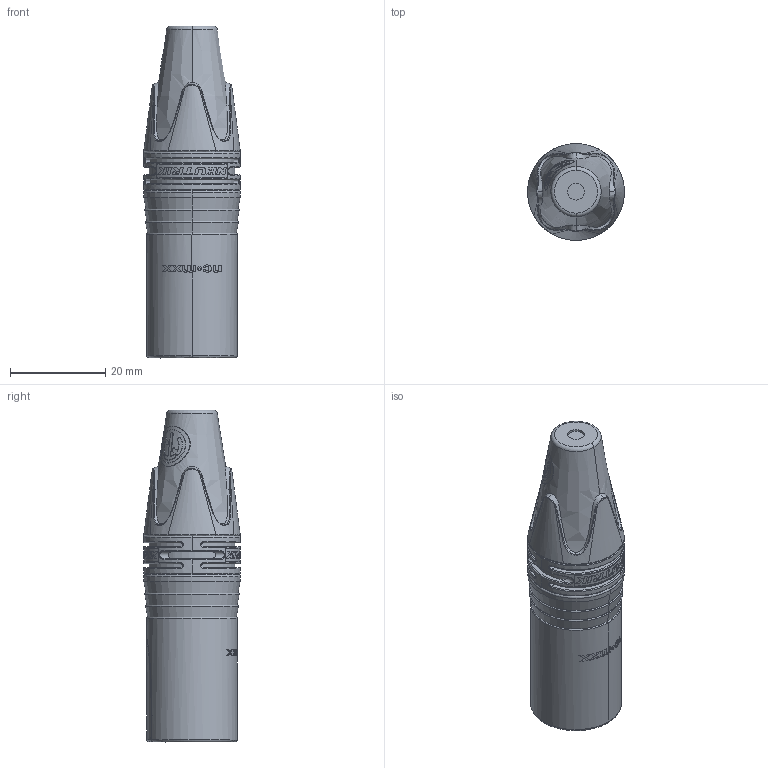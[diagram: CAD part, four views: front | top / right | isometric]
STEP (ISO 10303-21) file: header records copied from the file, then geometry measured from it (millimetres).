
FILE_DESCRIPTION((''),'2;1');
FILE_NAME('30010466','2024-06-24T08:58:14',('phk'),(''),'CREO PARAMETRIC BY PTC INC, 2023424','CREO PARAMETRIC BY PTC INC, 2023424','');
FILE_SCHEMA(('AUTOMOTIVE_DESIGN { 1 0 10303 214 1 1 1 1 }'));
Length unit declared in the file: millimetre
Products named in the file (1): 30010466
Bounding box: 20.33 x 20.33 x 69.64 mm (x, y, z)
Volume: 14589.2 mm3; surface area: 5695.6 mm2
Topology: 1 solids, 1 shells, 873 faces, 2345 edges, 1566 vertices
Faces by surface type: plane 511, extrusion 119, bspline 113, cylinder 70, torus 31, cone 23, sphere 6
Entity records: 40564 total; most frequent: CARTESIAN_POINT 19639, ORIENTED_EDGE 4620, DIRECTION 3543, EDGE_CURVE 2310, VERTEX_POINT 1505, VECTOR 1487, LINE 1368, AXIS2_PLACEMENT_3D 1028
